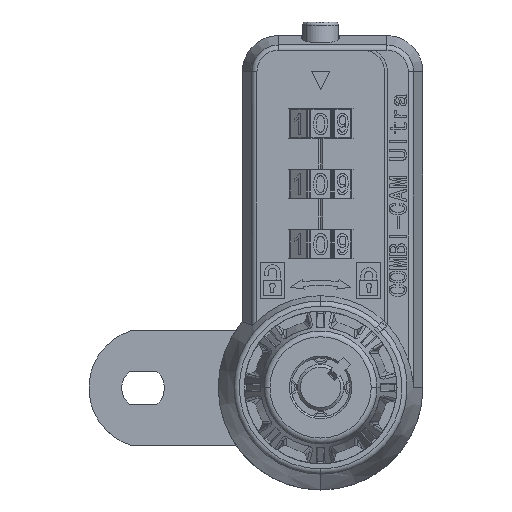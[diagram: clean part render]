
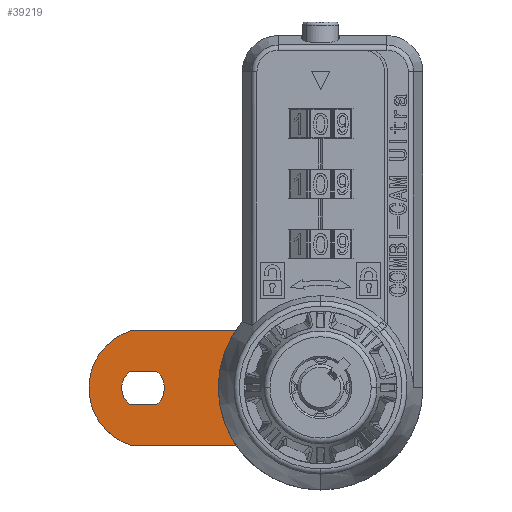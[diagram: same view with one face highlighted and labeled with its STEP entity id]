
A CAD part, top view. The second image highlights one B-rep face of the part: STEP entity #39219.
In plain terms, the highlighted planar face has unit normal (0, 0, 1).
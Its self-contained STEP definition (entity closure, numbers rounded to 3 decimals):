
#242 = AXIS2_PLACEMENT_3D ( 'NONE', #37848, #14835, #41733 ) ;
#728 = ORIENTED_EDGE ( 'NONE', *, *, #28541, .T. ) ;
#1287 = EDGE_LOOP ( 'NONE', ( #32472, #16487, #22484, #34157 ) ) ;
#1317 = VERTEX_POINT ( 'NONE', #16314 ) ;
#1786 = VERTEX_POINT ( 'NONE', #34326 ) ;
#2811 = AXIS2_PLACEMENT_3D ( 'NONE', #18341, #45222, #22192 ) ;
#4097 = CARTESIAN_POINT ( 'NONE',  ( -31.622, -9.5, -37.1 ) ) ;
#4556 = CARTESIAN_POINT ( 'NONE',  ( -31.622, 9.5, -37.1 ) ) ;
#4570 = VECTOR ( 'NONE', #8121, 1000. ) ;
#6423 = CARTESIAN_POINT ( 'NONE',  ( -31.622, -9.5, -37.1 ) ) ;
#6428 = ORIENTED_EDGE ( 'NONE', *, *, #7872, .T. ) ;
#6533 = CARTESIAN_POINT ( 'NONE',  ( -27.255, 2.75, -37.1 ) ) ;
#6584 = EDGE_CURVE ( 'NONE', #35093, #41242, #30557, .T. ) ;
#6600 = VERTEX_POINT ( 'NONE', #22767 ) ;
#7740 = VERTEX_POINT ( 'NONE', #48077 ) ;
#7872 = EDGE_CURVE ( 'NONE', #41242, #36991, #43668, .T. ) ;
#8121 = DIRECTION ( 'NONE',  ( -1., 0., 0. ) ) ;
#8412 = DIRECTION ( 'NONE',  ( -1., 0., 0. ) ) ;
#8930 = AXIS2_PLACEMENT_3D ( 'NONE', #35476, #12485, #39369 ) ;
#9156 = ORIENTED_EDGE ( 'NONE', *, *, #42513, .T. ) ;
#10737 = VECTOR ( 'NONE', #19901, 1000. ) ;
#11313 = DIRECTION ( 'NONE',  ( 1., 0., 0. ) ) ;
#11989 = ORIENTED_EDGE ( 'NONE', *, *, #48124, .F. ) ;
#12132 = VECTOR ( 'NONE', #8412, 1000. ) ;
#12485 = DIRECTION ( 'NONE',  ( 0., 0., 1. ) ) ;
#13751 = CIRCLE ( 'NONE', #29097, 3.55 ) ;
#14835 = DIRECTION ( 'NONE',  ( 0., 0., 1. ) ) ;
#15465 = EDGE_LOOP ( 'NONE', ( #728, #30831, #6428, #9156 ) ) ;
#16038 = CARTESIAN_POINT ( 'NONE',  ( 2.75, -2.245, -37.1 ) ) ;
#16314 = CARTESIAN_POINT ( 'NONE',  ( 2.75, 2.245, -37.1 ) ) ;
#16487 = ORIENTED_EDGE ( 'NONE', *, *, #37677, .F. ) ;
#16686 = VECTOR ( 'NONE', #11313, 1000. ) ;
#16709 = CARTESIAN_POINT ( 'NONE',  ( 0., 0., -37.1 ) ) ;
#17814 = VERTEX_POINT ( 'NONE', #38463 ) ;
#18341 = CARTESIAN_POINT ( 'NONE',  ( -1., 0., -37.1 ) ) ;
#18600 = CIRCLE ( 'NONE', #242, 10. ) ;
#19622 = CARTESIAN_POINT ( 'NONE',  ( -31.745, 2.75, -37.1 ) ) ;
#19851 = PLANE ( 'NONE',  #38166 ) ;
#19892 = CARTESIAN_POINT ( 'NONE',  ( -31.745, -2.75, -37.1 ) ) ;
#19901 = DIRECTION ( 'NONE',  ( 0., 1., 0. ) ) ;
#20138 = EDGE_CURVE ( 'NONE', #6600, #1786, #38808, .T. ) ;
#20608 = DIRECTION ( 'NONE',  ( 0., 1., 0. ) ) ;
#20629 = EDGE_CURVE ( 'NONE', #44878, #30981, #32802, .T. ) ;
#20817 = DIRECTION ( 'NONE',  ( 0., 0., 1. ) ) ;
#21382 = FACE_BOUND ( 'NONE', #46889, .T. ) ;
#21516 = EDGE_CURVE ( 'NONE', #41690, #17814, #35729, .T. ) ;
#21863 = DIRECTION ( 'NONE',  ( 0., 0., 1. ) ) ;
#22192 = DIRECTION ( 'NONE',  ( 0., 1., 0. ) ) ;
#22484 = ORIENTED_EDGE ( 'NONE', *, *, #20629, .F. ) ;
#22708 = CARTESIAN_POINT ( 'NONE',  ( -2.75, 2.245, -37.1 ) ) ;
#22767 = CARTESIAN_POINT ( 'NONE',  ( -2.75, -2.245, -37.1 ) ) ;
#23363 = LINE ( 'NONE', #22708, #42604 ) ;
#23886 = DIRECTION ( 'NONE',  ( 0., 1., 0. ) ) ;
#26563 = DIRECTION ( 'NONE',  ( 0., -1., 0. ) ) ;
#27173 = LINE ( 'NONE', #4556, #12132 ) ;
#28541 = EDGE_CURVE ( 'NONE', #7740, #35093, #18600, .T. ) ;
#29082 = AXIS2_PLACEMENT_3D ( 'NONE', #16709, #43624, #20608 ) ;
#29097 = AXIS2_PLACEMENT_3D ( 'NONE', #43817, #20817, #47711 ) ;
#29186 = CARTESIAN_POINT ( 'NONE',  ( 2.122, -9.5, -37.1 ) ) ;
#30557 = LINE ( 'NONE', #6423, #16686 ) ;
#30831 = ORIENTED_EDGE ( 'NONE', *, *, #6584, .T. ) ;
#30981 = VERTEX_POINT ( 'NONE', #19622 ) ;
#31212 = LINE ( 'NONE', #16038, #10737 ) ;
#31611 = FACE_OUTER_BOUND ( 'NONE', #15465, .T. ) ;
#32472 = ORIENTED_EDGE ( 'NONE', *, *, #21516, .F. ) ;
#32802 = LINE ( 'NONE', #35001, #4570 ) ;
#33080 = EDGE_CURVE ( 'NONE', #46497, #6600, #23363, .T. ) ;
#33331 = VECTOR ( 'NONE', #42923, 1000. ) ;
#34157 = ORIENTED_EDGE ( 'NONE', *, *, #40064, .F. ) ;
#34326 = CARTESIAN_POINT ( 'NONE',  ( 2.75, -2.245, -37.1 ) ) ;
#35001 = CARTESIAN_POINT ( 'NONE',  ( -27.255, 2.75, -37.1 ) ) ;
#35093 = VERTEX_POINT ( 'NONE', #4097 ) ;
#35476 = CARTESIAN_POINT ( 'NONE',  ( 0., 0., -37.1 ) ) ;
#35729 = LINE ( 'NONE', #19892, #33331 ) ;
#36991 = VERTEX_POINT ( 'NONE', #47026 ) ;
#37677 = EDGE_CURVE ( 'NONE', #30981, #41690, #13751, .T. ) ;
#37848 = CARTESIAN_POINT ( 'NONE',  ( -28.5, 0., -37.1 ) ) ;
#38166 = AXIS2_PLACEMENT_3D ( 'NONE', #43055, #46918, #23886 ) ;
#38170 = CARTESIAN_POINT ( 'NONE',  ( -2.75, 2.245, -37.1 ) ) ;
#38463 = CARTESIAN_POINT ( 'NONE',  ( -27.255, -2.75, -37.1 ) ) ;
#38808 = CIRCLE ( 'NONE', #29082, 3.55 ) ;
#39219 = ADVANCED_FACE ( 'NONE', ( #31611, #41823, #21382 ), #19851, .T. ) ;
#39369 = DIRECTION ( 'NONE',  ( 0., 1., 0. ) ) ;
#39798 = CIRCLE ( 'NONE', #8930, 3.55 ) ;
#40064 = EDGE_CURVE ( 'NONE', #17814, #44878, #44755, .T. ) ;
#41242 = VERTEX_POINT ( 'NONE', #29186 ) ;
#41395 = AXIS2_PLACEMENT_3D ( 'NONE', #44862, #21863, #48727 ) ;
#41690 = VERTEX_POINT ( 'NONE', #46027 ) ;
#41733 = DIRECTION ( 'NONE',  ( 0., 1., 0. ) ) ;
#41823 = FACE_BOUND ( 'NONE', #1287, .T. ) ;
#42277 = EDGE_CURVE ( 'NONE', #1317, #46497, #39798, .T. ) ;
#42513 = EDGE_CURVE ( 'NONE', #36991, #7740, #27173, .T. ) ;
#42604 = VECTOR ( 'NONE', #26563, 1000. ) ;
#42719 = ORIENTED_EDGE ( 'NONE', *, *, #42277, .F. ) ;
#42923 = DIRECTION ( 'NONE',  ( 1., 0., 0. ) ) ;
#43055 = CARTESIAN_POINT ( 'NONE',  ( -28.5, 0., -37.1 ) ) ;
#43624 = DIRECTION ( 'NONE',  ( 0., 0., 1. ) ) ;
#43668 = CIRCLE ( 'NONE', #2811, 10. ) ;
#43817 = CARTESIAN_POINT ( 'NONE',  ( -29.5, 0., -37.1 ) ) ;
#44755 = CIRCLE ( 'NONE', #41395, 3.55 ) ;
#44862 = CARTESIAN_POINT ( 'NONE',  ( -29.5, 0., -37.1 ) ) ;
#44878 = VERTEX_POINT ( 'NONE', #6533 ) ;
#45222 = DIRECTION ( 'NONE',  ( 0., 0., 1. ) ) ;
#46027 = CARTESIAN_POINT ( 'NONE',  ( -31.745, -2.75, -37.1 ) ) ;
#46394 = ORIENTED_EDGE ( 'NONE', *, *, #20138, .F. ) ;
#46497 = VERTEX_POINT ( 'NONE', #38170 ) ;
#46889 = EDGE_LOOP ( 'NONE', ( #48272, #42719, #11989, #46394 ) ) ;
#46918 = DIRECTION ( 'NONE',  ( 0., 0., 1. ) ) ;
#47026 = CARTESIAN_POINT ( 'NONE',  ( 2.122, 9.5, -37.1 ) ) ;
#47711 = DIRECTION ( 'NONE',  ( 0., 1., 0. ) ) ;
#48077 = CARTESIAN_POINT ( 'NONE',  ( -31.622, 9.5, -37.1 ) ) ;
#48124 = EDGE_CURVE ( 'NONE', #1786, #1317, #31212, .T. ) ;
#48272 = ORIENTED_EDGE ( 'NONE', *, *, #33080, .F. ) ;
#48727 = DIRECTION ( 'NONE',  ( 0., 1., 0. ) ) ;
